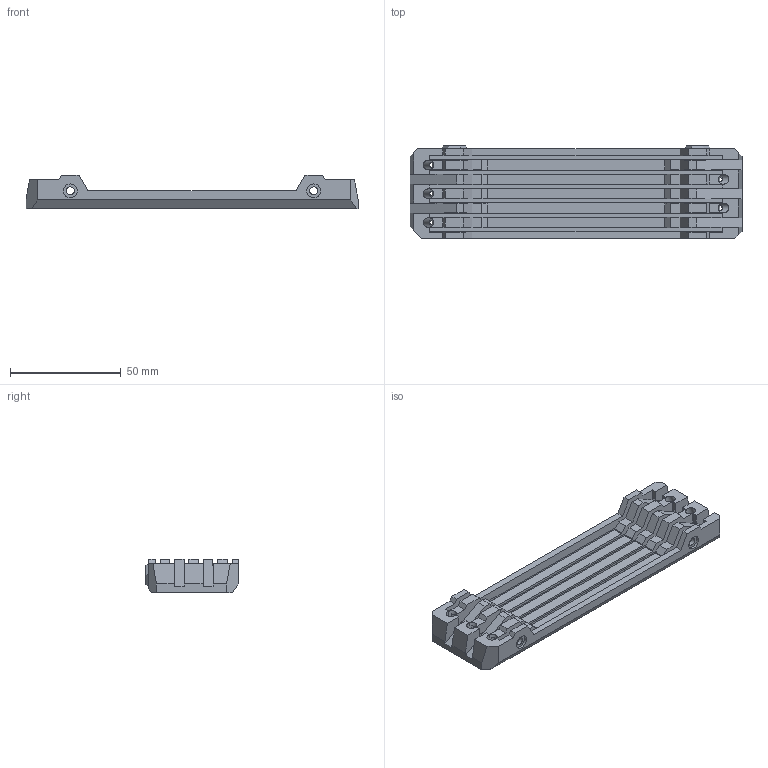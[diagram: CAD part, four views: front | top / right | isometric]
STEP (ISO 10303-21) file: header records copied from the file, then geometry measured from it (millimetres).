
FILE_DESCRIPTION(/* description */ (''),/* implementation_level */ '2;1');
FILE_NAME(/* name */ 's-buffer-printer.step',/* time_stamp */ '2019-04-03T23:13:11+02:00',/* author */ ('emanueleX4R7V'),/* organization */ (''),/* preprocessor_version */ 'ST-DEVELOPER v17.2',/* originating_system */ 'Autodesk Translation Framework v7.6.0.251',/* authorisation */ '');
FILE_SCHEMA (('AUTOMOTIVE_DESIGN { 1 0 10303 214 3 1 1 }'));
Length unit declared in the file: millimetre
Products named in the file (1): s-buffer-printer
Bounding box: 150 x 41.85 x 14.93 mm (x, y, z)
Volume: 38965.3 mm3; surface area: 26103.1 mm2
Topology: 1 solids, 1 shells, 417 faces, 1147 edges, 756 vertices
Faces by surface type: plane 381, cylinder 26, cone 10
Full cylindrical faces by diameter (mm): 2.8 x5, 3.6 x14, 4.4 x5, 6.2 x2
Entity records: 13455 total; most frequent: CARTESIAN_POINT 2656, ORIENTED_EDGE 2294, DIRECTION 2077, EDGE_CURVE 1147, LINE 1003, VECTOR 1003, VERTEX_POINT 756, AXIS2_PLACEMENT_3D 537
